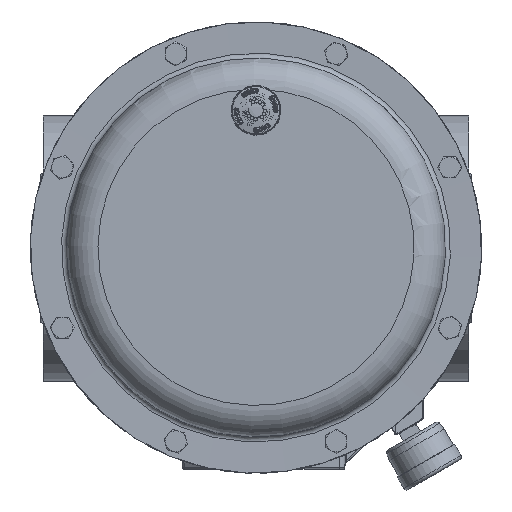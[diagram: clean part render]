
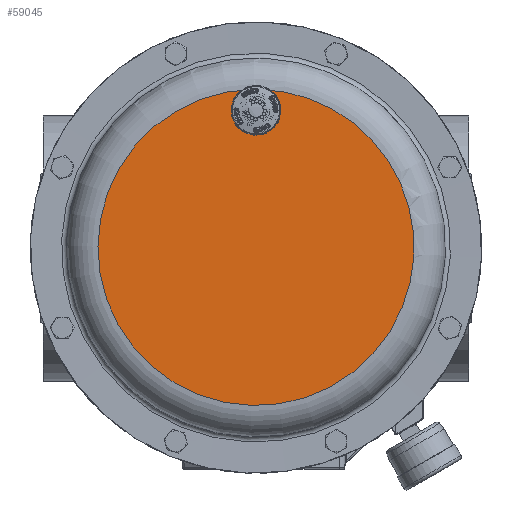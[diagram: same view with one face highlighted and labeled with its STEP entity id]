
A CAD part, top view. The second image highlights one B-rep face of the part: STEP entity #59045.
In plain terms, the highlighted planar face has unit normal (0, 0, 1).
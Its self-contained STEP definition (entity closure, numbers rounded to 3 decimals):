
#6374=CIRCLE('',#63223,13.05);
#6410=CIRCLE('',#63266,98.);
#6412=CIRCLE('',#63268,98.);
#6604=CIRCLE('',#63537,13.05);
#9902=FACE_OUTER_BOUND('',#13385,.T.);
#13385=EDGE_LOOP('',(#46852,#46853,#46854,#46855));
#24330=VERTEX_POINT('',#114255);
#24331=VERTEX_POINT('',#114263);
#24418=VERTEX_POINT('',#115788);
#24419=VERTEX_POINT('',#115790);
#31462=EDGE_CURVE('',#24330,#24331,#6374,.T.);
#31560=EDGE_CURVE('',#24418,#24419,#6410,.T.);
#31562=EDGE_CURVE('',#24330,#24418,#6412,.T.);
#31835=EDGE_CURVE('',#24331,#24419,#6604,.T.);
#46852=ORIENTED_EDGE('',*,*,#31562,.F.);
#46853=ORIENTED_EDGE('',*,*,#31462,.T.);
#46854=ORIENTED_EDGE('',*,*,#31835,.T.);
#46855=ORIENTED_EDGE('',*,*,#31560,.F.);
#53190=PLANE('',#63998);
#59045=ADVANCED_FACE('',(#9902),#53190,.F.);
#63223=AXIS2_PLACEMENT_3D('',#114270,#74153,#74154);
#63266=AXIS2_PLACEMENT_3D('',#115791,#74249,#74250);
#63268=AXIS2_PLACEMENT_3D('',#115793,#74253,#74254);
#63537=AXIS2_PLACEMENT_3D('',#116385,#74856,#74857);
#63998=AXIS2_PLACEMENT_3D('',#118373,#76002,#76003);
#74153=DIRECTION('center_axis',(0.,0.,
-1.));
#74154=DIRECTION('ref_axis',(-0.924,0.383,0.));
#74249=DIRECTION('center_axis',(0.,0.,
-1.));
#74250=DIRECTION('ref_axis',(-0.924,0.383,0.));
#74253=DIRECTION('center_axis',(0.,0.,
-1.));
#74254=DIRECTION('ref_axis',(-0.924,0.383,0.));
#74856=DIRECTION('center_axis',(0.,0.,
-1.));
#74857=DIRECTION('ref_axis',(-0.924,0.383,0.));
#76002=DIRECTION('center_axis',(0.,0.,
-1.));
#76003=DIRECTION('ref_axis',(-0.924,0.383,0.));
#114255=CARTESIAN_POINT('',(1.225,97.992,354.));
#114263=CARTESIAN_POINT('',(0.,71.95,354.));
#114270=CARTESIAN_POINT('Origin',(0.,85.,354.));
#115788=CARTESIAN_POINT('',(90.54,-37.503,354.));
#115790=CARTESIAN_POINT('',(-1.225,97.992,354.));
#115791=CARTESIAN_POINT('Origin',(0.,0.,
354.));
#115793=CARTESIAN_POINT('Origin',(0.,0.,
354.));
#116385=CARTESIAN_POINT('Origin',(0.,85.,354.));
#118373=CARTESIAN_POINT('Origin',(0.,0.,
354.));
